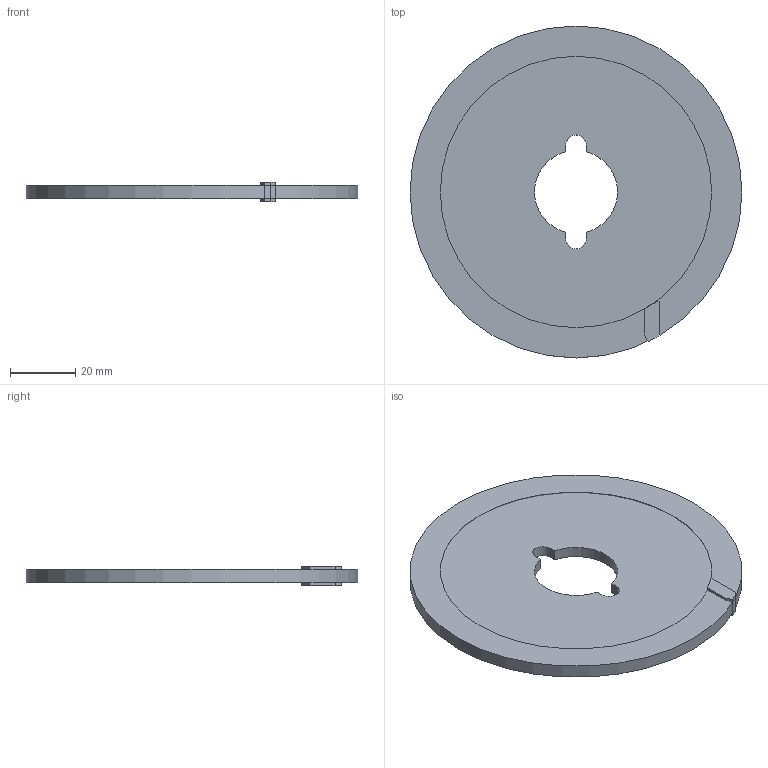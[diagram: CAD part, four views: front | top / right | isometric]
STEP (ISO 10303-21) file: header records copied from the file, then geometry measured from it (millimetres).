
FILE_DESCRIPTION(/* description */ (''),/* implementation_level */ '2;1');
FILE_NAME(/* name */ '335.10-04.00-4.stp',/* time_stamp */ '2017-10-23T16:43:48+05:00',/* author */ (''),/* organization */ (''),/* preprocessor_version */ 'ST-DEVELOPER v16',/* originating_system */ 'SIEMENS PLM Software NX 11.0',/* authorisation */ '');
FILE_SCHEMA (('AUTOMOTIVE_DESIGN { 1 0 10303 214 3 1 1 1 }'));
Length unit declared in the file: millimetre
Products named in the file (1): 335.10-04.00-4
Bounding box: 101.6 x 101.6 x 6 mm (x, y, z)
Volume: 35670.3 mm3; surface area: 23742.7 mm2
Topology: 3 solids, 3 shells, 24 faces, 56 edges, 38 vertices
Faces by surface type: plane 16, cylinder 8
Full cylindrical faces by diameter (mm): 83.067 x1, 99.2 x1, 101.6 x1
Entity records: 742 total; most frequent: DIRECTION 123, CARTESIAN_POINT 115, ORIENTED_EDGE 102, EDGE_CURVE 51, AXIS2_PLACEMENT_3D 44, VERTEX_POINT 36, LINE 35, VECTOR 35
